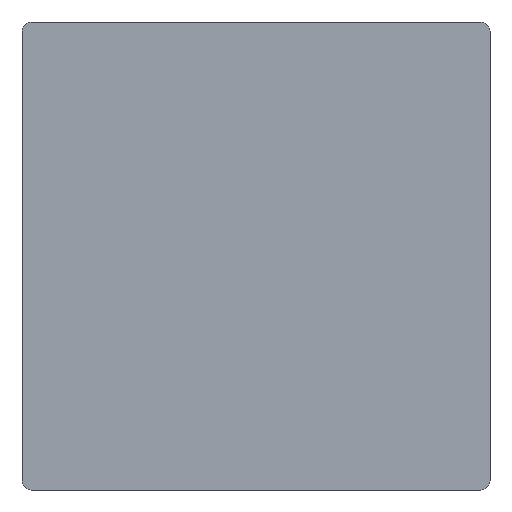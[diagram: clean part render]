
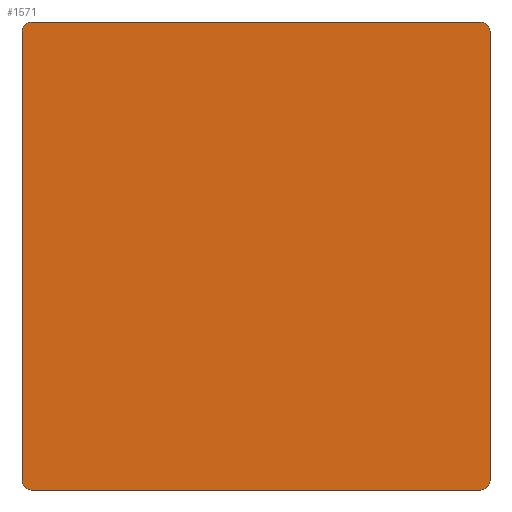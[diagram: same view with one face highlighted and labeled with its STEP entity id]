
A CAD part, front view. The second image highlights one B-rep face of the part: STEP entity #1571.
In plain terms, the highlighted planar face has unit normal (0, -1, 0).
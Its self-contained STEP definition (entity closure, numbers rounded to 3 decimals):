
#126=PLANE('',#1712);
#220=FACE_OUTER_BOUND('',#320,.T.);
#320=EDGE_LOOP('',(#1431,#1432,#1433,#1434,#1435,#1436,#1437,#1438));
#325=LINE('',#2144,#485);
#363=LINE('',#2252,#523);
#366=LINE('',#2260,#526);
#368=LINE('',#2266,#528);
#485=VECTOR('',#1727,10.);
#523=VECTOR('',#1779,10.);
#526=VECTOR('',#1788,10.);
#528=VECTOR('',#1796,10.);
#642=CIRCLE('',#1588,0.5);
#646=CIRCLE('',#1595,0.5);
#647=CIRCLE('',#1598,0.5);
#648=CIRCLE('',#1601,0.5);
#651=VERTEX_POINT('',#2134);
#652=VERTEX_POINT('',#2136);
#654=VERTEX_POINT('',#2142);
#696=VERTEX_POINT('',#2246);
#697=VERTEX_POINT('',#2250);
#698=VERTEX_POINT('',#2254);
#699=VERTEX_POINT('',#2258);
#700=VERTEX_POINT('',#2262);
#784=EDGE_CURVE('',#651,#652,#642,.T.);
#788=EDGE_CURVE('',#651,#654,#325,.T.);
#832=EDGE_CURVE('',#696,#654,#646,.T.);
#834=EDGE_CURVE('',#696,#697,#363,.T.);
#836=EDGE_CURVE('',#698,#697,#647,.T.);
#838=EDGE_CURVE('',#698,#699,#366,.T.);
#840=EDGE_CURVE('',#700,#699,#648,.T.);
#841=EDGE_CURVE('',#700,#652,#368,.T.);
#1431=ORIENTED_EDGE('',*,*,#784,.F.);
#1432=ORIENTED_EDGE('',*,*,#788,.T.);
#1433=ORIENTED_EDGE('',*,*,#832,.F.);
#1434=ORIENTED_EDGE('',*,*,#834,.T.);
#1435=ORIENTED_EDGE('',*,*,#836,.F.);
#1436=ORIENTED_EDGE('',*,*,#838,.T.);
#1437=ORIENTED_EDGE('',*,*,#840,.F.);
#1438=ORIENTED_EDGE('',*,*,#841,.T.);
#1571=ADVANCED_FACE('',(#220),#126,.F.);
#1588=AXIS2_PLACEMENT_3D('',#2137,#1720,#1721);
#1595=AXIS2_PLACEMENT_3D('',#2248,#1774,#1775);
#1598=AXIS2_PLACEMENT_3D('',#2256,#1783,#1784);
#1601=AXIS2_PLACEMENT_3D('',#2264,#1792,#1793);
#1712=AXIS2_PLACEMENT_3D('',#3007,#2127,#2128);
#1720=DIRECTION('center_axis',(0.,1.,0.));
#1721=DIRECTION('ref_axis',(-0.707,0.,-0.707));
#1727=DIRECTION('',(1.,0.,0.));
#1774=DIRECTION('center_axis',(0.,1.,0.));
#1775=DIRECTION('ref_axis',(0.707,0.,-0.707));
#1779=DIRECTION('',(0.,0.,1.));
#1783=DIRECTION('center_axis',(0.,1.,0.));
#1784=DIRECTION('ref_axis',(0.707,0.,0.707));
#1788=DIRECTION('',(-1.,0.,0.));
#1792=DIRECTION('center_axis',(0.,1.,0.));
#1793=DIRECTION('ref_axis',(-0.707,0.,0.707));
#1796=DIRECTION('',(0.,0.,-1.));
#2127=DIRECTION('center_axis',(0.,1.,0.));
#2128=DIRECTION('ref_axis',(1.,0.,0.));
#2134=CARTESIAN_POINT('',(-12.2,0.,-12.7));
#2136=CARTESIAN_POINT('',(-12.7,0.,-12.2));
#2137=CARTESIAN_POINT('Origin',(-12.2,0.,-12.2));
#2142=CARTESIAN_POINT('',(12.2,0.,-12.7));
#2144=CARTESIAN_POINT('',(-12.7,0.,-12.7));
#2246=CARTESIAN_POINT('',(12.7,0.,-12.2));
#2248=CARTESIAN_POINT('Origin',(12.2,0.,-12.2));
#2250=CARTESIAN_POINT('',(12.7,0.,12.2));
#2252=CARTESIAN_POINT('',(12.7,0.,-12.7));
#2254=CARTESIAN_POINT('',(12.2,0.,12.7));
#2256=CARTESIAN_POINT('Origin',(12.2,0.,12.2));
#2258=CARTESIAN_POINT('',(-12.2,0.,12.7));
#2260=CARTESIAN_POINT('',(12.7,0.,12.7));
#2262=CARTESIAN_POINT('',(-12.7,0.,12.2));
#2264=CARTESIAN_POINT('Origin',(-12.2,0.,12.2));
#2266=CARTESIAN_POINT('',(-12.7,0.,12.7));
#3007=CARTESIAN_POINT('Origin',(0.,0.,0.));
